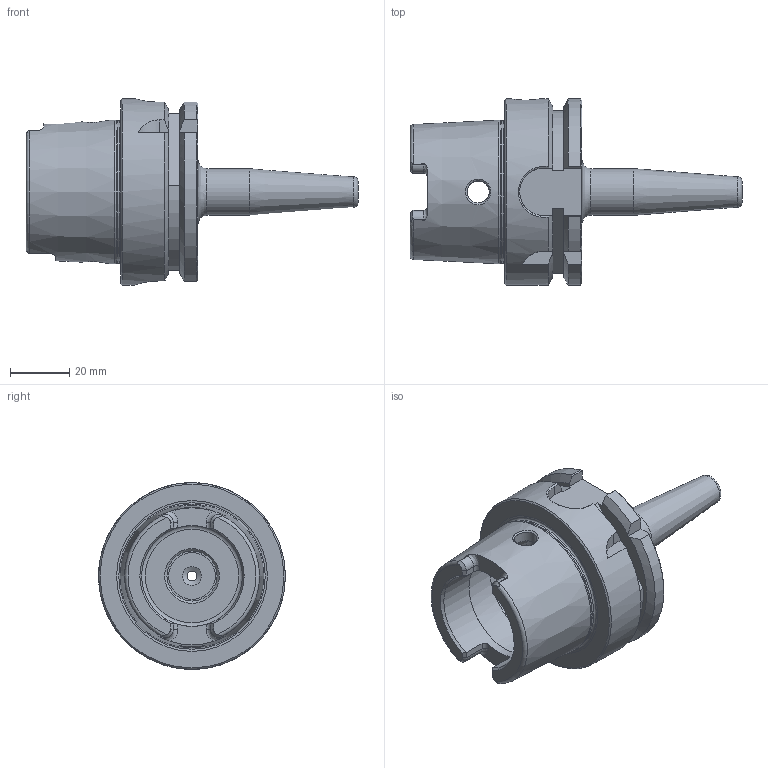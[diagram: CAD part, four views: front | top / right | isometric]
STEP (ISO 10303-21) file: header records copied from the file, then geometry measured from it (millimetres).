
FILE_DESCRIPTION((''),'2;1');
FILE_NAME('INT''H63A-01SF315-9.iam.step','2010-03-04T08:22:55',(''),(''),'Autodesk Inventor 2009','Autodesk Inventor 2009','');
FILE_SCHEMA(('AUTOMOTIVE_DESIGN { 1 0 10303 214 1 1 1 1 }'));
Length unit declared in the file: inch
Products named in the file (2): H63A-01SF315-9; H63A-01SF315-9-1
Assembly tree (1 placements, depth 2):
  H63A-01SF315-9
    H63A-01SF315-9-1
Bounding box: 112 x 63 x 63 mm (x, y, z)
Volume: 88478.6 mm3; surface area: 25903.7 mm2
Topology: 1 solids, 1 shells, 136 faces, 354 edges, 223 vertices
Faces by surface type: plane 48, cylinder 34, bspline 26, cone 21, torus 7
Full cylindrical faces by diameter (mm): 3.162 x1, 7.5 x2, 10 x1, 15.748 x2, 16.916 x1, 19.016 x1, 34 x2, 40 x1, 48.041 x1, 63 x1
Entity records: 5634 total; most frequent: CARTESIAN_POINT 2556, ORIENTED_EDGE 616, DIRECTION 533, EDGE_CURVE 308, AXIS2_PLACEMENT_3D 214, VERTEX_POINT 209, EDGE_LOOP 177, FACE_OUTER_BOUND 136
